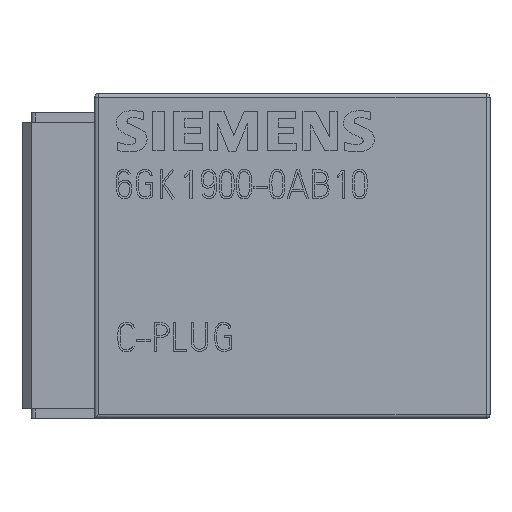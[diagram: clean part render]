
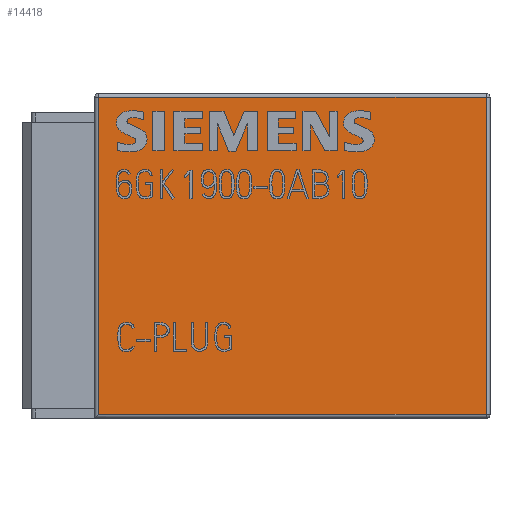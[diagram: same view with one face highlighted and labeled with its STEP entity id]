
A CAD part, top view. The second image highlights one B-rep face of the part: STEP entity #14418.
In plain terms, the highlighted planar face has unit normal (0, 0, 1).
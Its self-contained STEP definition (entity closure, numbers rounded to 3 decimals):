
#25 = PLANE ( 'NONE',  #680 ) ;
#378 = FACE_OUTER_BOUND ( 'NONE', #632, .T. ) ;
#604 = CARTESIAN_POINT ( 'NONE',  ( -0.2, -7.8, 0. ) ) ;
#632 = EDGE_LOOP ( 'NONE', ( #10908, #12969, #13934, #12821 ) ) ;
#680 = AXIS2_PLACEMENT_3D ( 'NONE', #3831, #8652, #11138 ) ;
#760 = EDGE_CURVE ( 'NONE', #7247, #3244, #14705, .T. ) ;
#1432 = LINE ( 'NONE', #3780, #5125 ) ;
#3244 = VERTEX_POINT ( 'NONE', #9535 ) ;
#3780 = CARTESIAN_POINT ( 'NONE',  ( 0., -7.8, 0. ) ) ;
#3831 = CARTESIAN_POINT ( 'NONE',  ( 0., 8., 0. ) ) ;
#4894 = VERTEX_POINT ( 'NONE', #604 ) ;
#5125 = VECTOR ( 'NONE', #12402, 1000. ) ;
#5274 = CARTESIAN_POINT ( 'NONE',  ( 0., 8.8, 0. ) ) ;
#7247 = VERTEX_POINT ( 'NONE', #14520 ) ;
#7384 = DIRECTION ( 'NONE',  ( 0., 1., 0. ) ) ;
#7758 = LINE ( 'NONE', #12221, #12609 ) ;
#8652 = DIRECTION ( 'NONE',  ( 0., 0., -1. ) ) ;
#8849 = CARTESIAN_POINT ( 'NONE',  ( -20.5, 8., 0. ) ) ;
#8875 = EDGE_CURVE ( 'NONE', #3244, #4894, #1432, .T. ) ;
#8974 = DIRECTION ( 'NONE',  ( -1., 0., 0. ) ) ;
#9535 = CARTESIAN_POINT ( 'NONE',  ( -20.5, -7.8, 0. ) ) ;
#9864 = VECTOR ( 'NONE', #8974, 1000. ) ;
#10030 = DIRECTION ( 'NONE',  ( 0., -1., 0. ) ) ;
#10760 = EDGE_CURVE ( 'NONE', #12571, #7247, #14152, .T. ) ;
#10908 = ORIENTED_EDGE ( 'NONE', *, *, #10760, .T. ) ;
#11138 = DIRECTION ( 'NONE',  ( -1., 0., 0. ) ) ;
#12221 = CARTESIAN_POINT ( 'NONE',  ( -0.2, 8., 0. ) ) ;
#12402 = DIRECTION ( 'NONE',  ( 1., 0., 0. ) ) ;
#12571 = VERTEX_POINT ( 'NONE', #13561 ) ;
#12609 = VECTOR ( 'NONE', #7384, 1000. ) ;
#12821 = ORIENTED_EDGE ( 'NONE', *, *, #14856, .T. ) ;
#12969 = ORIENTED_EDGE ( 'NONE', *, *, #760, .T. ) ;
#13561 = CARTESIAN_POINT ( 'NONE',  ( -0.2, 8.8, 0. ) ) ;
#13934 = ORIENTED_EDGE ( 'NONE', *, *, #8875, .T. ) ;
#13937 = VECTOR ( 'NONE', #10030, 1000. ) ;
#14152 = LINE ( 'NONE', #5274, #9864 ) ;
#14418 = ADVANCED_FACE ( 'NONE', ( #378 ), #25, .F. ) ;
#14520 = CARTESIAN_POINT ( 'NONE',  ( -20.5, 8.8, 0. ) ) ;
#14705 = LINE ( 'NONE', #8849, #13937 ) ;
#14856 = EDGE_CURVE ( 'NONE', #4894, #12571, #7758, .T. ) ;
